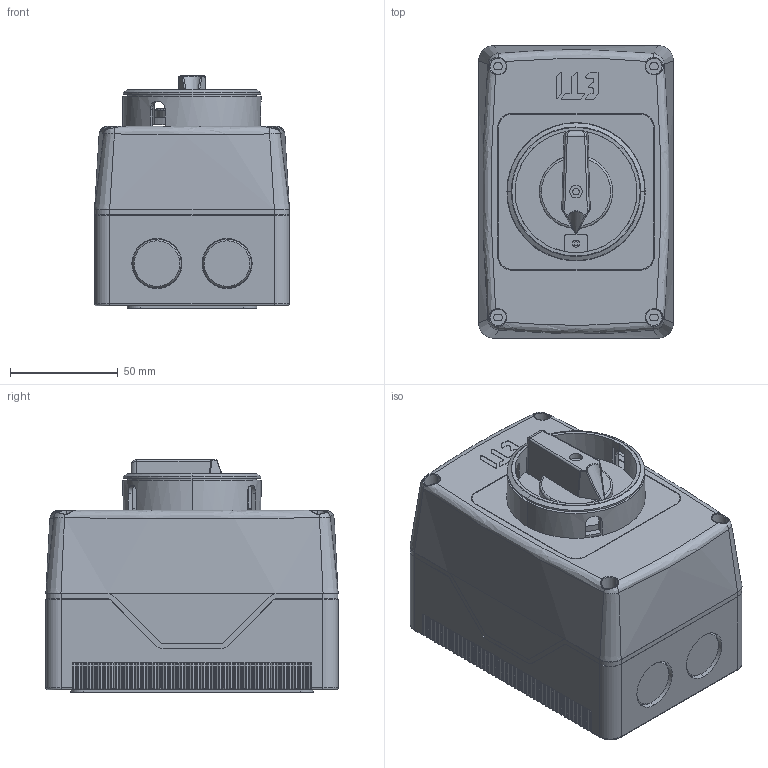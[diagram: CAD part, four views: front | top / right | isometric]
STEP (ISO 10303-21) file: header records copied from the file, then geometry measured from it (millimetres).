
FILE_DESCRIPTION((''),'2;1');
FILE_NAME('PNGBS_25-32-40LK_ASM','2021-12-07T',('marketing.praksa'),('Audax d.o.o.'),'CREO PARAMETRIC BY PTC INC, 2017480','CREO PARAMETRIC BY PTC INC, 2017480','');
FILE_SCHEMA(('AUTOMOTIVE_DESIGN { 1 0 10303 214 1 1 1 1 }'));
Products named in the file (9): PART1_1_1; PART4_1_1_1; PART4_1_2_1; PART4_1_3_1; PART4_1_ASM_1_ASM; BS32_90LK-1-SOLID1; BS32_90LK-1-SOLID2; BS32_90LK-1-SOLID3; PNGBS_25-32-40LK_ASM
Assembly tree (8 placements, depth 3):
  PNGBS_25-32-40LK_ASM
    PART1_1_1
    PART4_1_ASM_1_ASM
      PART4_1_1_1
      PART4_1_2_1
      PART4_1_3_1
    BS32_90LK-1-SOLID1
    BS32_90LK-1-SOLID2
    BS32_90LK-1-SOLID3
Bounding box: 90.27 x 135.41 x 107.61 mm (x, y, z)
Volume: 194866.8 mm3; surface area: 197864 mm2
Topology: 7 solids, 7 shells, 2809 faces, 7598 edges, 4774 vertices
Faces by surface type: plane 1166, cylinder 1031, torus 228, bspline 210, extrusion 112, cone 36, sphere 26
Entity records: 137342 total; most frequent: CARTESIAN_POINT 40528, ORIENTED_EDGE 14958, DIRECTION 14175, PRESENTATION_STYLE_ASSIGNMENT 8054, STYLED_ITEM 8054, CURVE_STYLE 7479, EDGE_CURVE 7479, AXIS2_PLACEMENT_3D 5074
